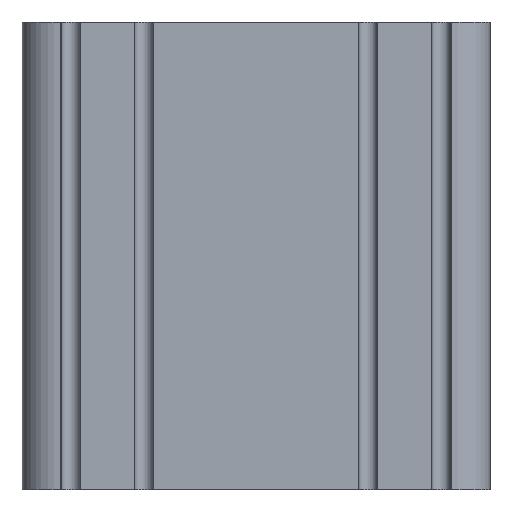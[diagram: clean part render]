
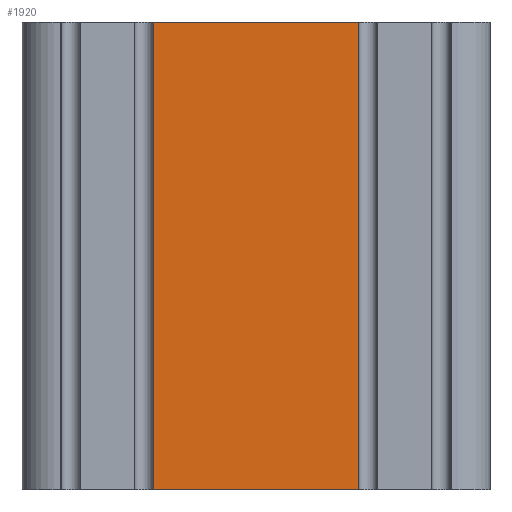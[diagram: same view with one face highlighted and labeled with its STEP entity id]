
A CAD part, front view. The second image highlights one B-rep face of the part: STEP entity #1920.
In plain terms, the highlighted planar face has unit normal (0, -1, 0).
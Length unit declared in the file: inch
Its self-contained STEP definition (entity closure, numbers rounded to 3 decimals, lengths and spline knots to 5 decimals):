
#67 = LINE ( 'NONE', #1196, #2355 ) ;
#158 = FACE_OUTER_BOUND ( 'NONE', #2527, .T. ) ;
#159 = ORIENTED_EDGE ( 'NONE', *, *, #2140, .F. ) ;
#304 = VECTOR ( 'NONE', #1663, 39.37008 ) ;
#339 = DIRECTION ( 'NONE',  ( 0., 0., -1. ) ) ;
#387 = ORIENTED_EDGE ( 'NONE', *, *, #2051, .T. ) ;
#449 = CARTESIAN_POINT ( 'NONE',  ( 30.49405, 19.85687, -1. ) ) ;
#466 = LINE ( 'NONE', #1613, #2541 ) ;
#578 = VERTEX_POINT ( 'NONE', #449 ) ;
#597 = PLANE ( 'NONE',  #2105 ) ;
#1138 = DIRECTION ( 'NONE',  ( 0., 0., 1. ) ) ;
#1165 = ORIENTED_EDGE ( 'NONE', *, *, #1828, .F. ) ;
#1196 = CARTESIAN_POINT ( 'NONE',  ( 30.05405, 19.85687, -1. ) ) ;
#1309 = VERTEX_POINT ( 'NONE', #1543 ) ;
#1501 = CARTESIAN_POINT ( 'NONE',  ( 30.05405, 19.85687, -1. ) ) ;
#1543 = CARTESIAN_POINT ( 'NONE',  ( 30.05405, 19.85687, -1. ) ) ;
#1577 = CARTESIAN_POINT ( 'NONE',  ( 30.49405, 19.85687, -1. ) ) ;
#1613 = CARTESIAN_POINT ( 'NONE',  ( 30.05405, 19.85687, -1. ) ) ;
#1663 = DIRECTION ( 'NONE',  ( 1., 0., 0. ) ) ;
#1815 = VERTEX_POINT ( 'NONE', #1889 ) ;
#1828 = EDGE_CURVE ( 'NONE', #1815, #2759, #2815, .T. ) ;
#1889 = CARTESIAN_POINT ( 'NONE',  ( 30.05405, 19.85687, 0. ) ) ;
#1920 = ADVANCED_FACE ( 'NONE', ( #158 ), #597, .T. ) ;
#2051 = EDGE_CURVE ( 'NONE', #1309, #578, #466, .T. ) ;
#2064 = VECTOR ( 'NONE', #1138, 39.37008 ) ;
#2105 = AXIS2_PLACEMENT_3D ( 'NONE', #1501, #2649, #339 ) ;
#2130 = CARTESIAN_POINT ( 'NONE',  ( 30.05405, 19.85687, 0. ) ) ;
#2140 = EDGE_CURVE ( 'NONE', #1309, #1815, #67, .T. ) ;
#2284 = LINE ( 'NONE', #1577, #2064 ) ;
#2355 = VECTOR ( 'NONE', #2381, 39.37008 ) ;
#2377 = EDGE_CURVE ( 'NONE', #578, #2759, #2284, .T. ) ;
#2381 = DIRECTION ( 'NONE',  ( 0., 0., 1. ) ) ;
#2526 = DIRECTION ( 'NONE',  ( 1., 0., 0. ) ) ;
#2527 = EDGE_LOOP ( 'NONE', ( #1165, #159, #387, #2907 ) ) ;
#2541 = VECTOR ( 'NONE', #2526, 39.37008 ) ;
#2649 = DIRECTION ( 'NONE',  ( 0., -1., 0. ) ) ;
#2759 = VERTEX_POINT ( 'NONE', #2856 ) ;
#2815 = LINE ( 'NONE', #2130, #304 ) ;
#2856 = CARTESIAN_POINT ( 'NONE',  ( 30.49405, 19.85687, 0. ) ) ;
#2907 = ORIENTED_EDGE ( 'NONE', *, *, #2377, .T. ) ;
